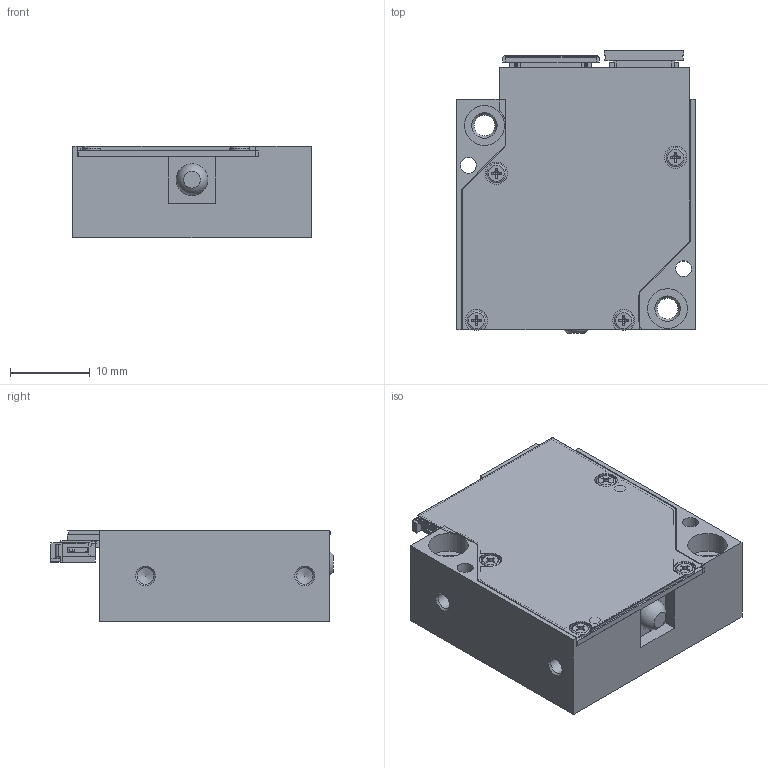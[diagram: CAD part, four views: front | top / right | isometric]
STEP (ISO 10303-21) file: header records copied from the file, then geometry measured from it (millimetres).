
FILE_DESCRIPTION(/* description */ (''),/* implementation_level */ '2;1');
FILE_NAME(/* name */ 'XUMU_10_assy_A4.stp',/* time_stamp */ '2024-09-02T14:14:30+02:00',/* author */ (''),/* organization */ (''),/* preprocessor_version */ 'ST-DEVELOPER v16',/* originating_system */ 'SIEMENS PLM Software NX 10.0',/* authorisation */ '');
FILE_SCHEMA (('AUTOMOTIVE_DESIGN { 1 0 10303 214 3 1 1 1 }'));
Length unit declared in the file: millimetre
Products named in the file (8): 522070460_stp; 527451297_Gold; XLA_10_cover_tape_B_mod_XUMU; PACK-SMIB1.6-3_stp; XLA_10_cover_A_mod_XUMU; XLA_10_body_A4_mod_XUMU; XLA_10_top_PCB_V2_mod_XUMU; XUMU_10_assy_A4
Assembly tree (10 placements, depth 3):
  XUMU_10_assy_A4
    XLA_10_body_A4_mod_XUMU
    XLA_10_cover_A_mod_XUMU
    XLA_10_top_PCB_V2_mod_XUMU
      527451297_Gold
      522070460_stp
    PACK-SMIB1.6-3_stp  x4
    XLA_10_cover_tape_B_mod_XUMU
Bounding box: 30 x 35.5 x 11.5 mm (x, y, z)
Volume: 9788.4 mm3; surface area: 9395.4 mm2
Topology: 11 solids, 11 shells, 1086 faces, 3097 edges, 2034 vertices
Faces by surface type: plane 877, cylinder 152, cone 40, torus 12, bspline 4, sphere 1
Full cylindrical faces by diameter (mm): 1 x2, 1.25 x4, 1.4 x2, 1.6 x4, 1.8 x4, 2 x2, 2.05 x2, 2.4 x4, 2.6 x2, 2.8 x2, 5 x4, 7 x1
Entity records: 32369 total; most frequent: CARTESIAN_POINT 5879, ORIENTED_EDGE 5582, DIRECTION 5051, EDGE_CURVE 2791, LINE 2467, VECTOR 2467, VERTEX_POINT 1868, AXIS2_PLACEMENT_3D 1292
